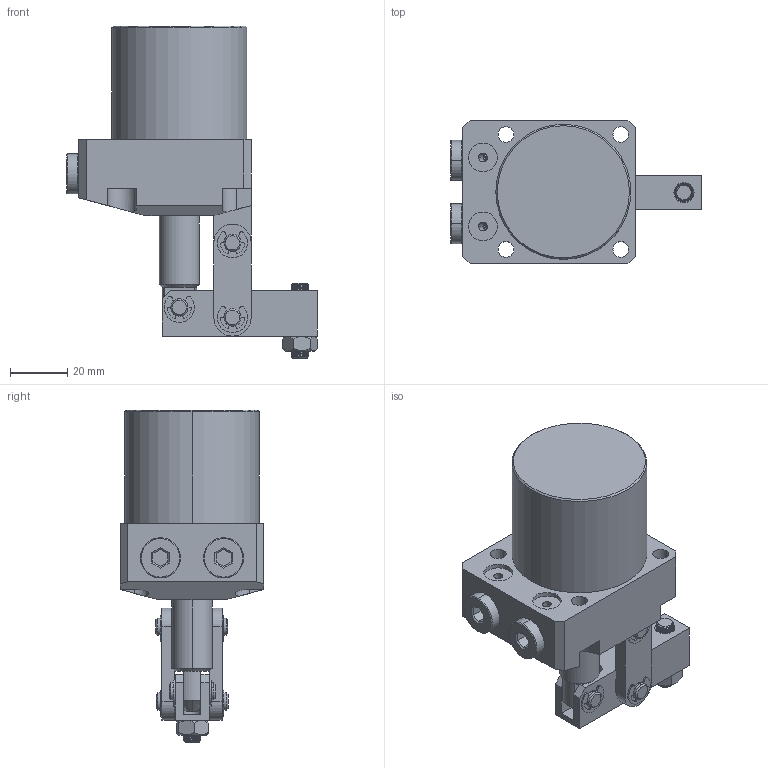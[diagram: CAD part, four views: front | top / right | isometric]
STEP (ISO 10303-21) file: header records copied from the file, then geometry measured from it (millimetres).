
FILE_DESCRIPTION (( 'STEP AP214' ), '1' );
FILE_NAME ('CLKA-048P.STEP', '2019-04-11T02:55:13', ( '' ), ( '' ), 'SwSTEP 2.0', 'SolidWorks 2016', '' );
FILE_SCHEMA (( 'AUTOMOTIVE_DESIGN' ));
Length unit declared in the file: millimetre
Products named in the file (11): 黑芛G8-1; 酗种粣; 揤旋; 蹟佪; 蟀裝; 傻种粣; M6蹟譫; CLKA-048P-huosaigan; 6MM开口挡圈; CLKA-048P-benti; CLKA-048P
Assembly tree (18 placements, depth 2):
  CLKA-048P
    CLKA-048P-benti
    6MM开口挡圈  x6
    CLKA-048P-huosaigan
    M6蹟譫
    傻种粣
    蟀裝  x2
    蹟佪
    揤旋
    酗种粣  x2
    黑芛G8-1  x2
Bounding box: 87.2 x 50 x 115.61 mm (x, y, z)
Volume: 142813.9 mm3; surface area: 42206.3 mm2
Topology: 18 solids, 18 shells, 669 faces, 1774 edges, 1160 vertices
Faces by surface type: cylinder 408, plane 178, cone 55, bspline 16, torus 12
Entity records: 27880 total; most frequent: CARTESIAN_POINT 16196, ORIENTED_EDGE 2672, DIRECTION 2063, EDGE_CURVE 1336, VERTEX_POINT 874, AXIS2_PLACEMENT_3D 760, EDGE_LOOP 544, LINE 543
